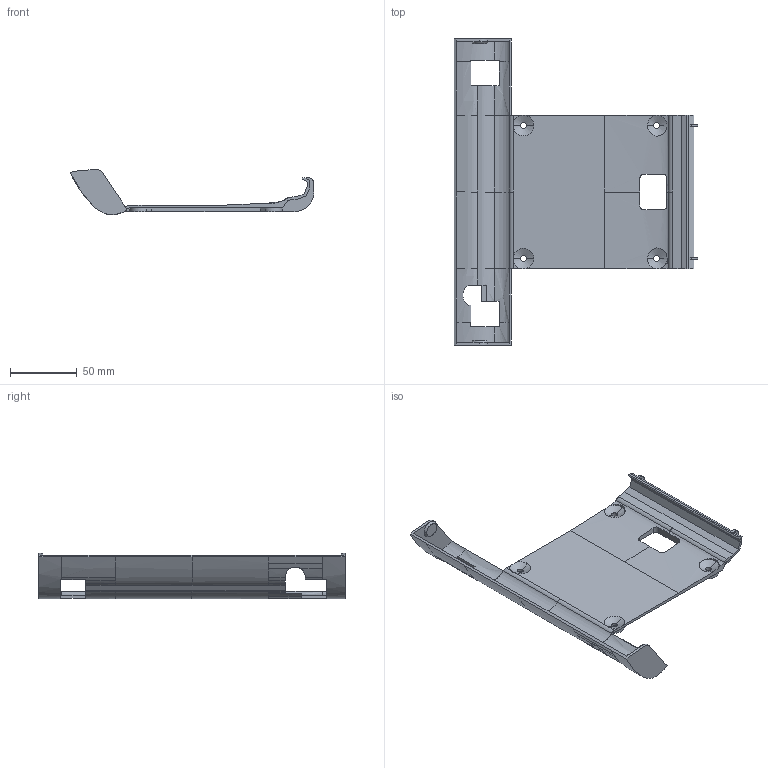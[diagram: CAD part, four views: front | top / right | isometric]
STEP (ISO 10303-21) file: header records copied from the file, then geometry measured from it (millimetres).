
FILE_DESCRIPTION(/* description */ (''),/* implementation_level */ '2;1');
FILE_NAME(/* name */ 'asus eeepc vesa adapter',/* time_stamp */ '2023-01-23T12:30:50+01:00',/* author */ (''),/* organization */ (''),/* preprocessor_version */ 'ST-DEVELOPER v16.5',/* originating_system */ 'Rhino 7.26',/* authorisation */ '');
FILE_SCHEMA (('AUTOMOTIVE_DESIGN_CC2'));
Length unit declared in the file: millimetre
Products named in the file (1): Document
Bounding box: 183.19 x 230 x 34.01 mm (x, y, z)
Volume: 78491.8 mm3; surface area: 66768.8 mm2
Topology: 1 solids, 1 shells, 216 faces, 625 edges, 401 vertices
Faces by surface type: plane 106, bspline 67, cylinder 43
Entity records: 8737 total; most frequent: CARTESIAN_POINT 5195, ORIENTED_EDGE 1252, EDGE_CURVE 626, VERTEX_POINT 404, EDGE_LOOP 220, ADVANCED_FACE 216, FACE_OUTER_BOUND 216, B_SPLINE_CURVE_WITH_KNOTS 150
